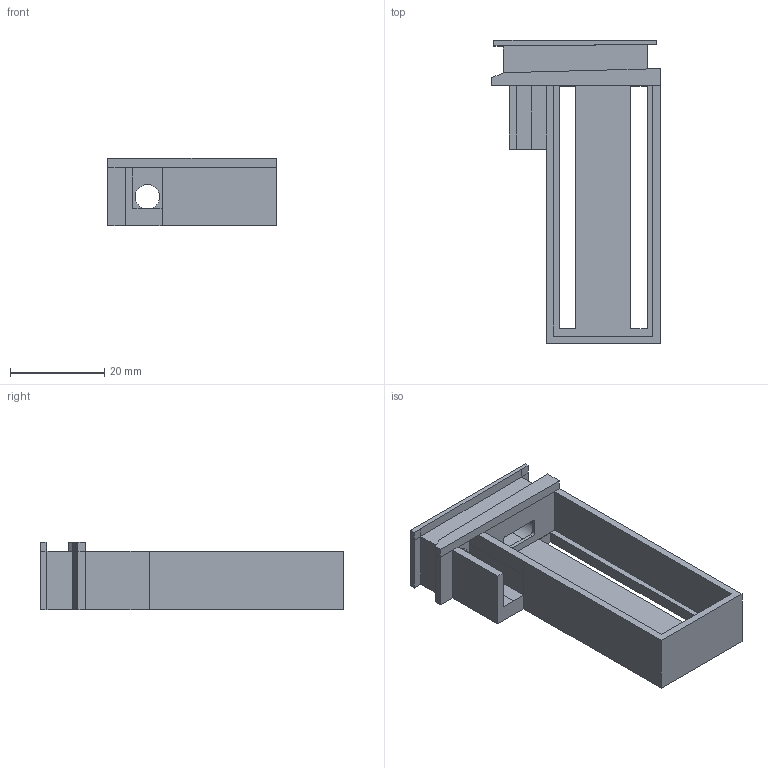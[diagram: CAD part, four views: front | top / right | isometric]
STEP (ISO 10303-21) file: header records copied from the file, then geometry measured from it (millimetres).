
FILE_DESCRIPTION(('FreeCAD Model'),'2;1');
FILE_NAME('Open CASCADE Shape Model','2023-10-06T21:19:17',(''),(''), 'Open CASCADE STEP processor 7.6','FreeCAD','Unknown');
FILE_SCHEMA(('AUTOMOTIVE_DESIGN { 1 0 10303 214 1 1 1 1 }'));
Length unit declared in the file: millimetre
Products named in the file (1): 左001 (Mirror #1)
Bounding box: 35.7 x 64.3 x 14.4 mm (x, y, z)
Volume: 7659.4 mm3; surface area: 8367.9 mm2
Topology: 1 solids, 1 shells, 74 faces, 190 edges, 119 vertices
Faces by surface type: plane 64, cylinder 10
Full cylindrical faces by diameter (mm): 5.2 x1, 8.7 x1
Entity records: 4734 total; most frequent: CARTESIAN_POINT 830, DIRECTION 730, LINE 528, VECTOR 528, ORIENTED_EDGE 380, PCURVE 380, DEFINITIONAL_REPRESENTATION 380, EDGE_CURVE 190
